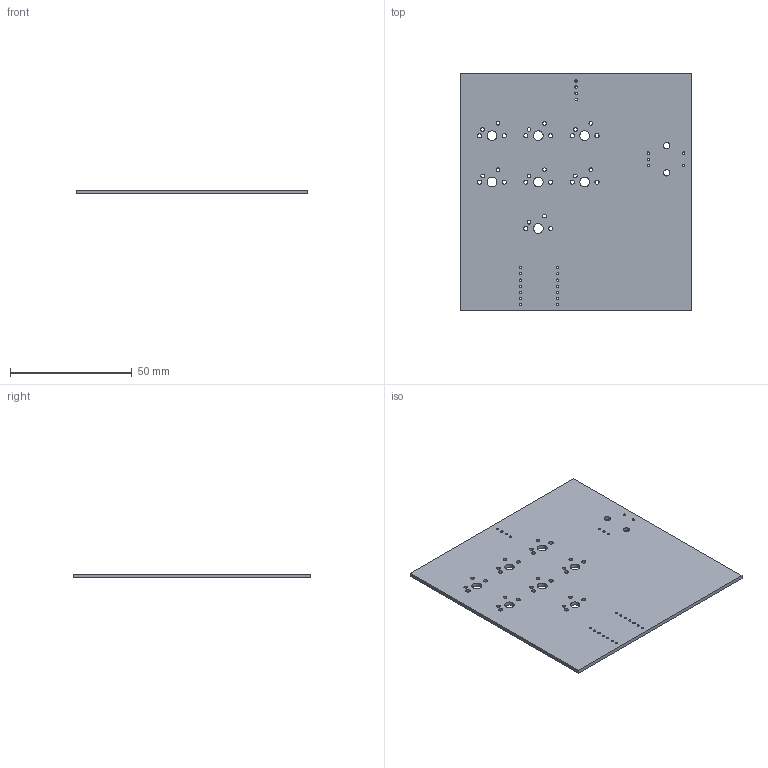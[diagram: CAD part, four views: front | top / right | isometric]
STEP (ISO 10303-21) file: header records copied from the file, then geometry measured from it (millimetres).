
FILE_DESCRIPTION(/* description */ ('KiCad electronic assembly'),/* implementation_level */ '2;1');
FILE_NAME(/* name */ 'Hackpad PCB.step',/* time_stamp */ '2025-12-23T21:05:07+02:00',/* author */ (''),/* organization */ (''),/* preprocessor_version */ 'ST-DEVELOPER v20.1',/* originating_system */ 'Autodesk Translation Framework v14.21.0.0',/* authorisation */ '');
FILE_SCHEMA (('AUTOMOTIVE_DESIGN { 1 0 10303 214 3 1 1 }'));
Length unit declared in the file: millimetre
Products named in the file (2): Hackpad PCB 1; Hackpad PCB_PCB
Assembly tree (1 placements, depth 2):
  Hackpad PCB 1
    Hackpad PCB_PCB
Bounding box: 95.25 x 97.63 x 1.51 mm (x, y, z)
Volume: 13784.1 mm3; surface area: 19311.3 mm2
Topology: 1 solids, 1 shells, 66 faces, 192 edges, 128 vertices
Faces by surface type: cylinder 60, plane 6
Full cylindrical faces by diameter (mm): 0.889 x14, 1 x9, 1.5 x14, 1.7 x14, 2.6 x2, 4 x7
Entity records: 2556 total; most frequent: DIRECTION 450, CARTESIAN_POINT 389, ORIENTED_EDGE 384, EDGE_CURVE 192, AXIS2_PLACEMENT_3D 189, EDGE_LOOP 186, VERTEX_POINT 128, FACE_BOUND 120
